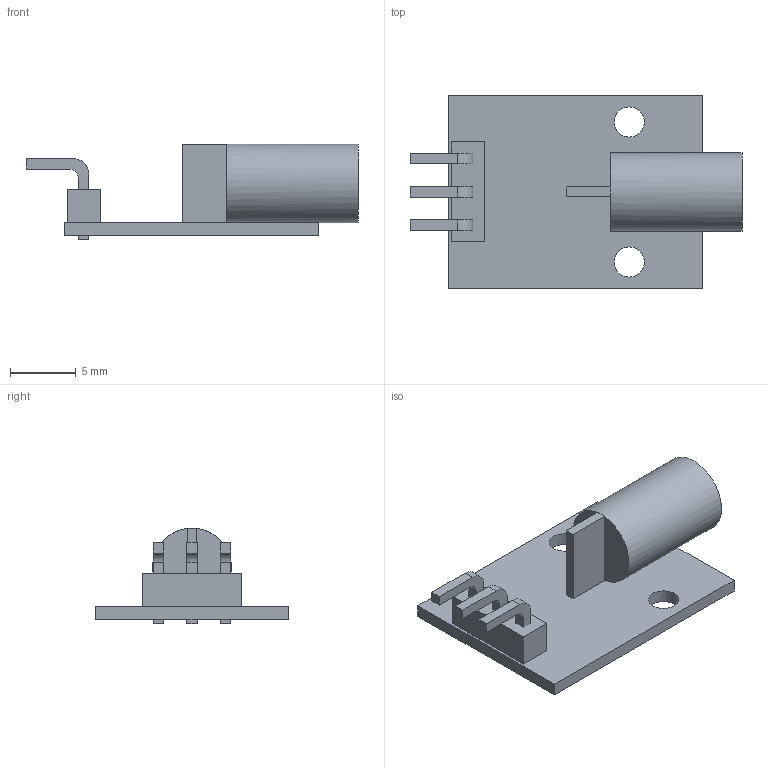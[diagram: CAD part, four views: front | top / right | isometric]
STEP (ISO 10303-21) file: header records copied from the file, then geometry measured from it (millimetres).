
FILE_DESCRIPTION(('STEP AP214'),'1');
FILE_NAME('LaserModule.stp','2019-11-18T12:13:06',(' '),(' '),'Spatial InterOp 3D',' ',' ');
FILE_SCHEMA(('automotive_design'));
Length unit declared in the file: millimetre
Products named in the file (5): LaserModule; Part1; Part2; Part3; Part4
Assembly tree (6 placements, depth 2):
  LaserModule
    Part1
    Part2
    Part3
    Part4  x3
Bounding box: 25.32 x 14.68 x 7.3 mm (x, y, z)
Volume: 634.3 mm3; surface area: 1126 mm2
Topology: 6 solids, 6 shells, 59 faces, 131 edges, 85 vertices
Faces by surface type: plane 49, cylinder 10
Full cylindrical faces by diameter (mm): 2.3 x2, 3.3 x1, 6 x1
Entity records: 1460 total; most frequent: DIRECTION 188, CARTESIAN_POINT 178, ORIENTED_EDGE 158, EDGE_CURVE 79, AXIS2_PLACEMENT_3D 63, LINE 62, VECTOR 62, VERTEX_POINT 53
